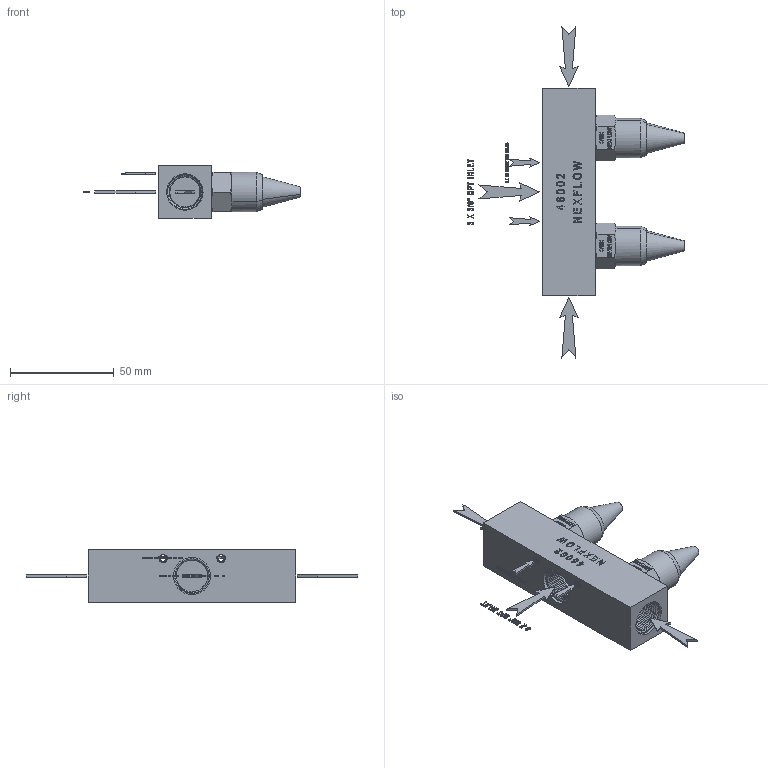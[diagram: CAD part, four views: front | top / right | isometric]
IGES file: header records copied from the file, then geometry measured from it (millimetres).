
Start section: START RECORD GO HERE.
Global section: file name: 46002+47004.igs; native system: DASSAULT SYSTEMES CATIA V5 R20 - www.3ds.com; preprocessor: CATIA Version 5 Release 20 ; author: DESIGNENG; organization: KJNDESIGN; date: 20150321.153243; units: millimetre
Bounding box: 104.91 x 160.13 x 25.4 mm (x, y, z)
Volume: 73597 mm3; surface area: 24402.4 mm2
Topology: 40 solids, 40 shells, 1975 faces, 5223 edges, 3414 vertices
Faces by surface type: plane 726, extrusion 502, bspline 444, revolution 303
